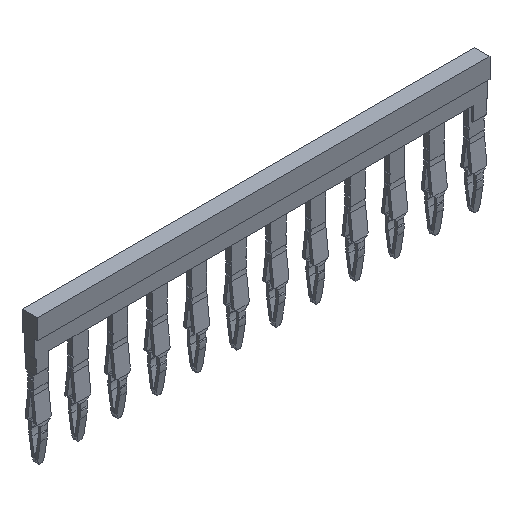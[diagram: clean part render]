
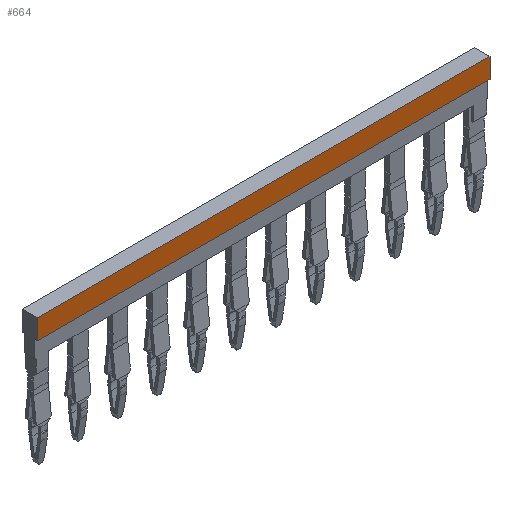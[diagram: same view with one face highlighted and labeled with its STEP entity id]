
A CAD part, isometric view. The second image highlights one B-rep face of the part: STEP entity #664.
In plain terms, the highlighted planar face has unit normal (0, -1, 0).
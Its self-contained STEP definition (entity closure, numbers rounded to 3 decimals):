
#637=AXIS2_PLACEMENT_3D('Plane Axis2P3D',#634,#635,#636) ;
#612=CARTESIAN_POINT('Vertex',(84.05,0.,21.022)) ;
#615=CARTESIAN_POINT('Line Origine',(42.025,0.,21.022)) ;
#619=CARTESIAN_POINT('Vertex',(0.,0.,21.022)) ;
#634=CARTESIAN_POINT('Axis2P3D Location',(82.45,0.,21.222)) ;
#639=CARTESIAN_POINT('Line Origine',(42.025,0.,24.722)) ;
#643=CARTESIAN_POINT('Vertex',(84.05,0.,24.722)) ;
#645=CARTESIAN_POINT('Vertex',(0.,0.,24.722)) ;
#648=CARTESIAN_POINT('Line Origine',(0.,0.,22.872)) ;
#653=CARTESIAN_POINT('Line Origine',(84.05,0.,22.872)) ;
#616=DIRECTION('Vector Direction',(-1.,0.,0.)) ;
#635=DIRECTION('Axis2P3D Direction',(0.,1.,0.)) ;
#636=DIRECTION('Axis2P3D XDirection',(0.,0.,1.)) ;
#640=DIRECTION('Vector Direction',(-1.,0.,0.)) ;
#649=DIRECTION('Vector Direction',(0.,0.,1.)) ;
#654=DIRECTION('Vector Direction',(0.,0.,-1.)) ;
#617=VECTOR('Line Direction',#616,1.) ;
#641=VECTOR('Line Direction',#640,1.) ;
#650=VECTOR('Line Direction',#649,1.) ;
#655=VECTOR('Line Direction',#654,1.) ;
#659=ORIENTED_EDGE('',*,*,#647,.T.) ;
#660=ORIENTED_EDGE('',*,*,#652,.F.) ;
#661=ORIENTED_EDGE('',*,*,#621,.F.) ;
#662=ORIENTED_EDGE('',*,*,#657,.F.) ;
#664=ADVANCED_FACE('68405_HDC_MXCC_4X_02.1\\HDC_MXCC_4X_12_KOTR.1\\K\X2\00F6\X0\rper.20',(#663),#638,.F.) ;
#621=EDGE_CURVE('',#613,#620,#618,.T.) ;
#647=EDGE_CURVE('',#644,#646,#642,.T.) ;
#652=EDGE_CURVE('',#620,#646,#651,.T.) ;
#657=EDGE_CURVE('',#644,#613,#656,.T.) ;
#658=EDGE_LOOP('',(#659,#660,#661,#662)) ;
#663=FACE_OUTER_BOUND('',#658,.T.) ;
#618=LINE('Line',#615,#617) ;
#642=LINE('Line',#639,#641) ;
#651=LINE('Line',#648,#650) ;
#656=LINE('Line',#653,#655) ;
#638=PLANE('',#637) ;
#613=VERTEX_POINT('',#612) ;
#620=VERTEX_POINT('',#619) ;
#644=VERTEX_POINT('',#643) ;
#646=VERTEX_POINT('',#645) ;
